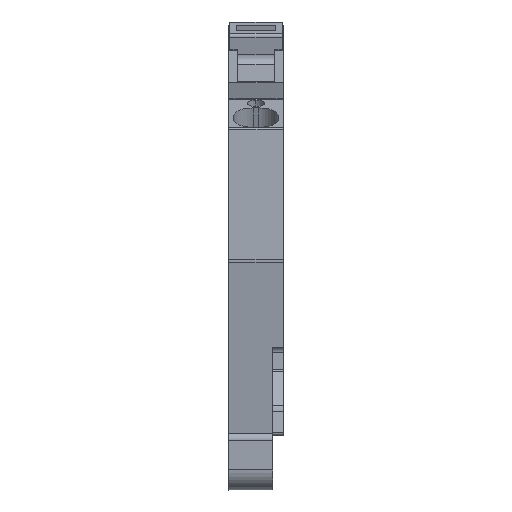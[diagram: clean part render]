
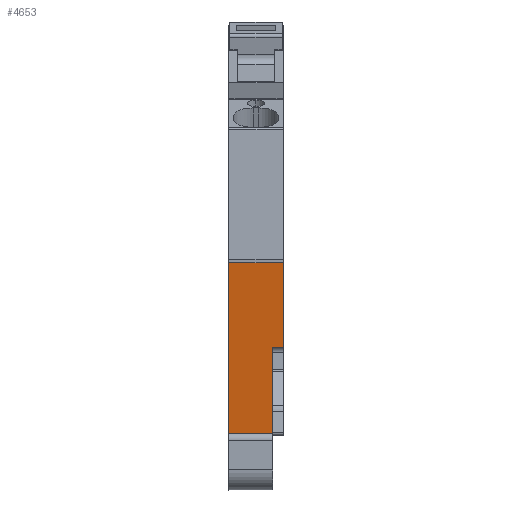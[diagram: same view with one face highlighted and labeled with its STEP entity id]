
A CAD part, front view. The second image highlights one B-rep face of the part: STEP entity #4653.
In plain terms, the highlighted planar face has unit normal (0, -0.986, -0.168).
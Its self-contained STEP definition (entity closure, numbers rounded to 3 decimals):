
#4610=AXIS2_PLACEMENT_3D('Plane Axis2P3D',#4607,#4608,#4609) ;
#209=CARTESIAN_POINT('Vertex',(5.1,0.028,21.128)) ;
#212=CARTESIAN_POINT('Line Origine',(5.1,0.696,17.21)) ;
#216=CARTESIAN_POINT('Vertex',(5.1,1.363,13.292)) ;
#2091=CARTESIAN_POINT('Vertex',(0.,2.925,4.123)) ;
#2094=CARTESIAN_POINT('Line Origine',(0.,1.477,12.625)) ;
#2098=CARTESIAN_POINT('Vertex',(0.,0.028,21.128)) ;
#4579=CARTESIAN_POINT('Line Origine',(4.6,1.363,13.292)) ;
#4583=CARTESIAN_POINT('Vertex',(4.1,1.363,13.292)) ;
#4607=CARTESIAN_POINT('Axis2P3D Location',(0.,0.028,21.128)) ;
#4612=CARTESIAN_POINT('Line Origine',(4.1,2.211,8.318)) ;
#4616=CARTESIAN_POINT('Vertex',(4.1,3.058,3.344)) ;
#4619=CARTESIAN_POINT('Line Origine',(2.55,0.028,21.128)) ;
#4624=CARTESIAN_POINT('Line Origine',(0.5,2.925,4.123)) ;
#4628=CARTESIAN_POINT('Vertex',(1.,2.925,4.123)) ;
#4631=CARTESIAN_POINT('Line Origine',(1.,2.992,3.734)) ;
#4635=CARTESIAN_POINT('Vertex',(1.,3.058,3.344)) ;
#4638=CARTESIAN_POINT('Line Origine',(2.55,3.058,3.344)) ;
#213=DIRECTION('Vector Direction',(0.,0.168,-0.986)) ;
#2095=DIRECTION('Vector Direction',(0.,0.168,-0.986)) ;
#4580=DIRECTION('Vector Direction',(-1.,0.,0.)) ;
#4608=DIRECTION('Axis2P3D Direction',(0.,0.986,0.168)) ;
#4609=DIRECTION('Axis2P3D XDirection',(0.,0.168,-0.986)) ;
#4613=DIRECTION('Vector Direction',(0.,-0.168,0.986)) ;
#4620=DIRECTION('Vector Direction',(-1.,0.,0.)) ;
#4625=DIRECTION('Vector Direction',(-1.,0.,0.)) ;
#4632=DIRECTION('Vector Direction',(0.,0.168,-0.986)) ;
#4639=DIRECTION('Vector Direction',(-1.,0.,0.)) ;
#214=VECTOR('Line Direction',#213,1.) ;
#2096=VECTOR('Line Direction',#2095,1.) ;
#4581=VECTOR('Line Direction',#4580,1.) ;
#4614=VECTOR('Line Direction',#4613,1.) ;
#4621=VECTOR('Line Direction',#4620,1.) ;
#4626=VECTOR('Line Direction',#4625,1.) ;
#4633=VECTOR('Line Direction',#4632,1.) ;
#4640=VECTOR('Line Direction',#4639,1.) ;
#4644=ORIENTED_EDGE('',*,*,#4618,.F.) ;
#4645=ORIENTED_EDGE('',*,*,#4585,.F.) ;
#4646=ORIENTED_EDGE('',*,*,#218,.T.) ;
#4647=ORIENTED_EDGE('',*,*,#4623,.T.) ;
#4648=ORIENTED_EDGE('',*,*,#2100,.F.) ;
#4649=ORIENTED_EDGE('',*,*,#4630,.F.) ;
#4650=ORIENTED_EDGE('',*,*,#4637,.T.) ;
#4651=ORIENTED_EDGE('',*,*,#4642,.F.) ;
#4653=ADVANCED_FACE('KLTR',(#4652),#4611,.F.) ;
#218=EDGE_CURVE('',#217,#210,#215,.F.) ;
#2100=EDGE_CURVE('',#2092,#2099,#2097,.F.) ;
#4585=EDGE_CURVE('',#217,#4584,#4582,.T.) ;
#4618=EDGE_CURVE('',#4584,#4617,#4615,.F.) ;
#4623=EDGE_CURVE('',#210,#2099,#4622,.T.) ;
#4630=EDGE_CURVE('',#4629,#2092,#4627,.T.) ;
#4637=EDGE_CURVE('',#4629,#4636,#4634,.T.) ;
#4642=EDGE_CURVE('',#4617,#4636,#4641,.T.) ;
#4643=EDGE_LOOP('',(#4644,#4645,#4646,#4647,#4648,#4649,#4650,#4651)) ;
#4652=FACE_OUTER_BOUND('',#4643,.T.) ;
#215=LINE('Line',#212,#214) ;
#2097=LINE('Line',#2094,#2096) ;
#4582=LINE('Line',#4579,#4581) ;
#4615=LINE('Line',#4612,#4614) ;
#4622=LINE('Line',#4619,#4621) ;
#4627=LINE('Line',#4624,#4626) ;
#4634=LINE('Line',#4631,#4633) ;
#4641=LINE('Line',#4638,#4640) ;
#4611=PLANE('',#4610) ;
#210=VERTEX_POINT('',#209) ;
#217=VERTEX_POINT('',#216) ;
#2092=VERTEX_POINT('',#2091) ;
#2099=VERTEX_POINT('',#2098) ;
#4584=VERTEX_POINT('',#4583) ;
#4617=VERTEX_POINT('',#4616) ;
#4629=VERTEX_POINT('',#4628) ;
#4636=VERTEX_POINT('',#4635) ;
